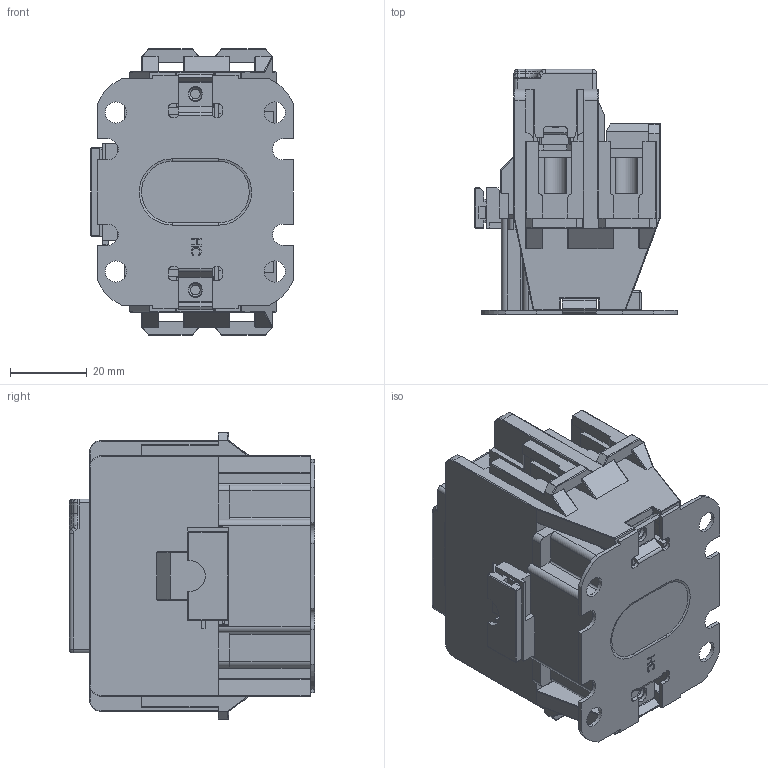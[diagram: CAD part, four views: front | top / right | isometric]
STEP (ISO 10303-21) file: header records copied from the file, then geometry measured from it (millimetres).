
FILE_DESCRIPTION((''),'2;1');
FILE_NAME('2HC_401_1000_ASM','2021-06-11T',('LESTER'),(''),'PRO/ENGINEER BY PARAMETRIC TECHNOLOGY CORPORATION, 2017170','PRO/ENGINEER BY PARAMETRIC TECHNOLOGY CORPORATION, 2017170','');
FILE_SCHEMA(('CONFIG_CONTROL_DESIGN'));
Length unit declared in the file: millimetre
Products named in the file (11): 8HC_024_1000; 8HC_104_1000; 5HC_104_1000_ASM; 8HC_732_1000; 8HC_862_1000; 5HC_520_1000_1-7_ASM; 8HC_325_1004; 8HC_325_1003; 8HC_062_1000; 8HC_315_1000; 2HC_401_1000_ASM
Assembly tree (10 placements, depth 3):
  2HC_401_1000_ASM
    8HC_024_1000
    5HC_104_1000_ASM
      8HC_104_1000
    5HC_520_1000_1-7_ASM
      8HC_732_1000
      8HC_862_1000
    8HC_325_1004
    8HC_325_1003
    8HC_062_1000
    8HC_315_1000
Bounding box: 52.55 x 63.7 x 74.5 mm (x, y, z)
Surface area: 50994.8 mm2 (no closed solid volume)
Topology: 0 solids, 7 shells, 1833 faces, 4992 edges, 3188 vertices
Faces by surface type: plane 1231, cylinder 451, sphere 64, torus 52, bspline 21, cone 14
Entity records: 58510 total; most frequent: CARTESIAN_POINT 11563, ORIENTED_EDGE 9982, DIRECTION 9445, EDGE_CURVE 4991, VECTOR 3955, LINE 3955, VERTEX_POINT 3188, AXIS2_PLACEMENT_3D 2745
